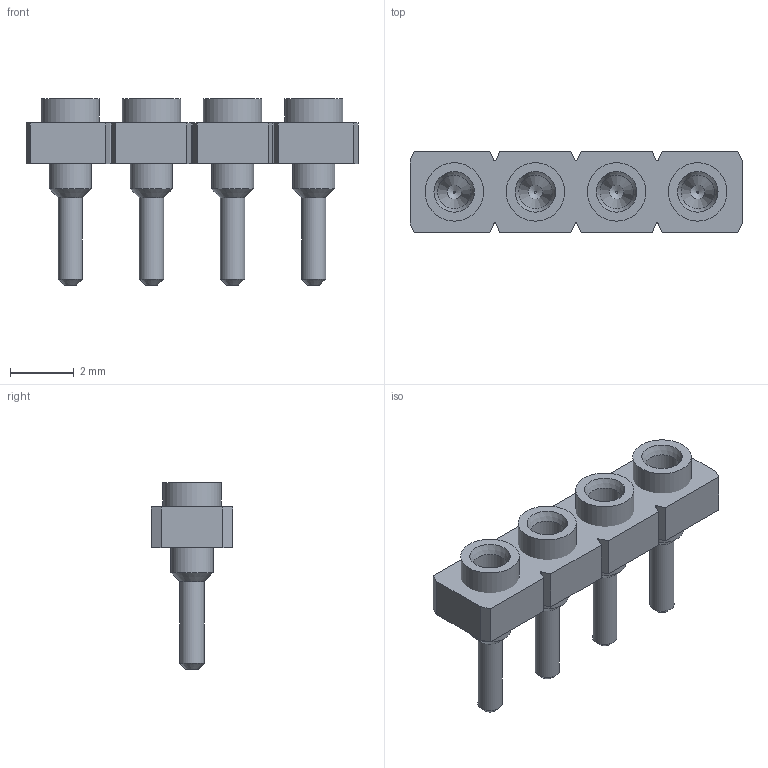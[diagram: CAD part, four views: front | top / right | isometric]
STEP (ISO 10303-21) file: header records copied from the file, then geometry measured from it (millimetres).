
FILE_DESCRIPTION(('STEP AP214'), '1');
FILE_NAME('SL-105-TT-10', '2017-07-15T12:46:18', ('Nobody'), (''), 'ASCON STEP Converter 1.3', 'ASCON Math Kernel', '');
FILE_SCHEMA(('AUTOMOTIVE_DESIGN { 1 0 10303 214 3 1 1}'));
Length unit declared in the file: millimetre
Assembly tree (4 placements, depth 2):
  (unnamed)
    (unnamed)  x4
Bounding box: 10.39 x 2.54 x 5.84 mm (x, y, z)
Volume: 43.2 mm3; surface area: 245.9 mm2
Topology: 5 solids, 5 shells, 118 faces, 240 edges, 148 vertices
Faces by surface type: plane 52, cylinder 38, cone 28
Full cylindrical faces by diameter (mm): 0.55 x4, 0.76 x4, 1.05 x8, 1.32 x12, 1.83 x4
Entity records: 2259 total; most frequent: DIRECTION 288, CARTESIAN_POINT 277, ORIENTED_EDGE 246, EDGE_CURVE 123, AXIS2_PLACEMENT_3D 102, VERTEX_POINT 91, EDGE_LOOP 88, LINE 84
